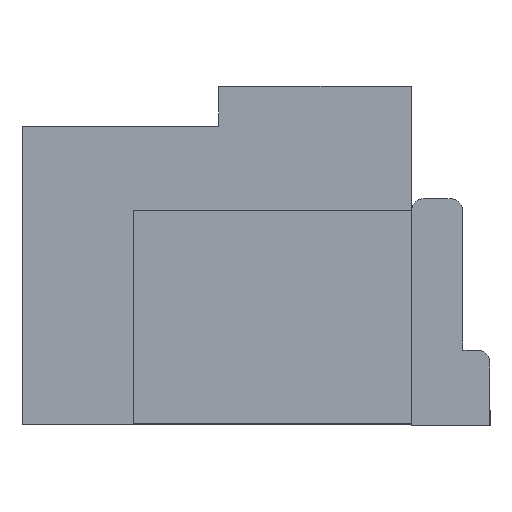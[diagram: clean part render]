
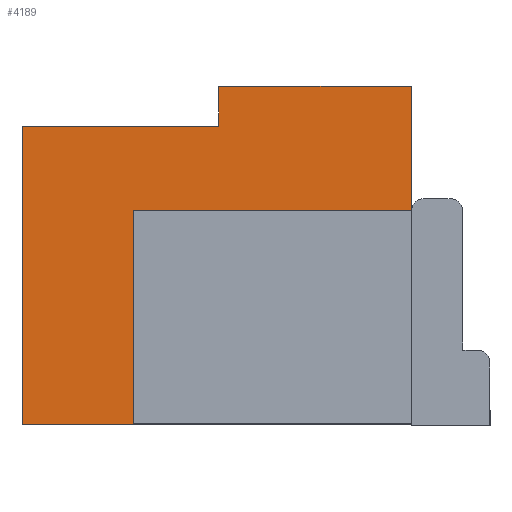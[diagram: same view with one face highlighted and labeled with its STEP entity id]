
A CAD part, left-side view. The second image highlights one B-rep face of the part: STEP entity #4189.
In plain terms, the highlighted planar face has unit normal (-1, 0, 0).
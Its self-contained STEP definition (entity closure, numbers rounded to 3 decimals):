
#140 = CARTESIAN_POINT ( 'NONE',  ( 0., -0.736, -2.279 ) ) ;
#147 = EDGE_CURVE ( 'NONE', #1227, #4005, #1449, .T. ) ;
#223 = LINE ( 'NONE', #3514, #520 ) ;
#263 = CARTESIAN_POINT ( 'NONE',  ( 0., 1.661, 0.929 ) ) ;
#265 = VERTEX_POINT ( 'NONE', #1565 ) ;
#299 = DIRECTION ( 'NONE',  ( 0., 1., 0. ) ) ;
#350 = DIRECTION ( 'NONE',  ( 0., -1., 0. ) ) ;
#478 = LINE ( 'NONE', #3860, #1466 ) ;
#496 = VERTEX_POINT ( 'NONE', #3590 ) ;
#520 = VECTOR ( 'NONE', #1233, 1000. ) ;
#564 = CARTESIAN_POINT ( 'NONE',  ( 0., -0.736, -0.458 ) ) ;
#641 = DIRECTION ( 'NONE',  ( 1., 0., 0. ) ) ;
#759 = DIRECTION ( 'NONE',  ( 0., -1., 0. ) ) ;
#767 = EDGE_CURVE ( 'NONE', #2298, #2099, #223, .T. ) ;
#811 = CARTESIAN_POINT ( 'NONE',  ( 0., -2.539, -0.458 ) ) ;
#827 = VERTEX_POINT ( 'NONE', #4240 ) ;
#853 = ORIENTED_EDGE ( 'NONE', *, *, #3976, .F. ) ;
#882 = EDGE_CURVE ( 'NONE', #265, #1595, #2348, .T. ) ;
#928 = EDGE_LOOP ( 'NONE', ( #2685, #3896, #1414, #1948, #1585, #853, #2990, #1294, #1592, #1096 ) ) ;
#976 = CARTESIAN_POINT ( 'NONE',  ( 0., -2.539, -2.291 ) ) ;
#1096 = ORIENTED_EDGE ( 'NONE', *, *, #2145, .F. ) ;
#1101 = CARTESIAN_POINT ( 'NONE',  ( 0., -2.539, 1.359 ) ) ;
#1149 = FACE_OUTER_BOUND ( 'NONE', #928, .T. ) ;
#1227 = VERTEX_POINT ( 'NONE', #2047 ) ;
#1233 = DIRECTION ( 'NONE',  ( 0., 0., -1. ) ) ;
#1294 = ORIENTED_EDGE ( 'NONE', *, *, #3664, .F. ) ;
#1323 = CARTESIAN_POINT ( 'NONE',  ( 0., -2.539, -2.291 ) ) ;
#1393 = VERTEX_POINT ( 'NONE', #1707 ) ;
#1414 = ORIENTED_EDGE ( 'NONE', *, *, #147, .F. ) ;
#1449 = LINE ( 'NONE', #811, #1593 ) ;
#1466 = VECTOR ( 'NONE', #2791, 1000. ) ;
#1471 = EDGE_CURVE ( 'NONE', #1393, #3973, #478, .T. ) ;
#1565 = CARTESIAN_POINT ( 'NONE',  ( 0., 0.461, 0.021 ) ) ;
#1585 = ORIENTED_EDGE ( 'NONE', *, *, #882, .F. ) ;
#1592 = ORIENTED_EDGE ( 'NONE', *, *, #2748, .T. ) ;
#1593 = VECTOR ( 'NONE', #2840, 1000. ) ;
#1595 = VERTEX_POINT ( 'NONE', #2852 ) ;
#1670 = VECTOR ( 'NONE', #3270, 1000. ) ;
#1703 = VECTOR ( 'NONE', #299, 1000. ) ;
#1707 = CARTESIAN_POINT ( 'NONE',  ( 0., 1.661, -2.291 ) ) ;
#1790 = PLANE ( 'NONE',  #3517 ) ;
#1948 = ORIENTED_EDGE ( 'NONE', *, *, #2488, .F. ) ;
#2047 = CARTESIAN_POINT ( 'NONE',  ( 0., -2.539, -2.279 ) ) ;
#2077 = VECTOR ( 'NONE', #759, 1000. ) ;
#2099 = VERTEX_POINT ( 'NONE', #2985 ) ;
#2115 = EDGE_CURVE ( 'NONE', #4005, #1393, #2264, .T. ) ;
#2145 = EDGE_CURVE ( 'NONE', #3973, #496, #4011, .T. ) ;
#2264 = LINE ( 'NONE', #1323, #4120 ) ;
#2298 = VERTEX_POINT ( 'NONE', #1101 ) ;
#2315 = DIRECTION ( 'NONE',  ( 0., 1., 0. ) ) ;
#2348 = LINE ( 'NONE', #2595, #1670 ) ;
#2488 = EDGE_CURVE ( 'NONE', #1595, #1227, #3095, .T. ) ;
#2595 = CARTESIAN_POINT ( 'NONE',  ( 0., 0.461, -0.458 ) ) ;
#2604 = DIRECTION ( 'NONE',  ( 0., -1., 0. ) ) ;
#2616 = LINE ( 'NONE', #3639, #2723 ) ;
#2627 = LINE ( 'NONE', #3953, #1703 ) ;
#2685 = ORIENTED_EDGE ( 'NONE', *, *, #1471, .F. ) ;
#2723 = VECTOR ( 'NONE', #3615, 1000. ) ;
#2748 = EDGE_CURVE ( 'NONE', #827, #496, #2616, .T. ) ;
#2791 = DIRECTION ( 'NONE',  ( 0., 0., 1. ) ) ;
#2840 = DIRECTION ( 'NONE',  ( 0., 0., -1. ) ) ;
#2852 = CARTESIAN_POINT ( 'NONE',  ( 0., 0.461, -2.279 ) ) ;
#2985 = CARTESIAN_POINT ( 'NONE',  ( 0., -2.539, 0.021 ) ) ;
#2990 = ORIENTED_EDGE ( 'NONE', *, *, #767, .F. ) ;
#3008 = CARTESIAN_POINT ( 'NONE',  ( 0., -0.736, 0.929 ) ) ;
#3088 = VECTOR ( 'NONE', #350, 1000. ) ;
#3095 = LINE ( 'NONE', #140, #2077 ) ;
#3270 = DIRECTION ( 'NONE',  ( 0., 0., -1. ) ) ;
#3441 = VECTOR ( 'NONE', #2604, 1000. ) ;
#3514 = CARTESIAN_POINT ( 'NONE',  ( 0., -2.539, -0.458 ) ) ;
#3517 = AXIS2_PLACEMENT_3D ( 'NONE', #564, #641, #4226 ) ;
#3590 = CARTESIAN_POINT ( 'NONE',  ( 0., -0.462, 0.929 ) ) ;
#3615 = DIRECTION ( 'NONE',  ( 0., 0., -1. ) ) ;
#3633 = LINE ( 'NONE', #3869, #3088 ) ;
#3639 = CARTESIAN_POINT ( 'NONE',  ( 0., -0.462, 1.359 ) ) ;
#3664 = EDGE_CURVE ( 'NONE', #827, #2298, #3633, .T. ) ;
#3860 = CARTESIAN_POINT ( 'NONE',  ( 0., 1.661, -2.291 ) ) ;
#3869 = CARTESIAN_POINT ( 'NONE',  ( 0., -0.736, 1.359 ) ) ;
#3896 = ORIENTED_EDGE ( 'NONE', *, *, #2115, .F. ) ;
#3953 = CARTESIAN_POINT ( 'NONE',  ( 0., -0.736, 0.021 ) ) ;
#3973 = VERTEX_POINT ( 'NONE', #263 ) ;
#3976 = EDGE_CURVE ( 'NONE', #2099, #265, #2627, .T. ) ;
#4005 = VERTEX_POINT ( 'NONE', #976 ) ;
#4011 = LINE ( 'NONE', #3008, #3441 ) ;
#4120 = VECTOR ( 'NONE', #2315, 1000. ) ;
#4189 = ADVANCED_FACE ( 'NONE', ( #1149 ), #1790, .F. ) ;
#4226 = DIRECTION ( 'NONE',  ( 0., 0., -1. ) ) ;
#4240 = CARTESIAN_POINT ( 'NONE',  ( 0., -0.462, 1.359 ) ) ;
